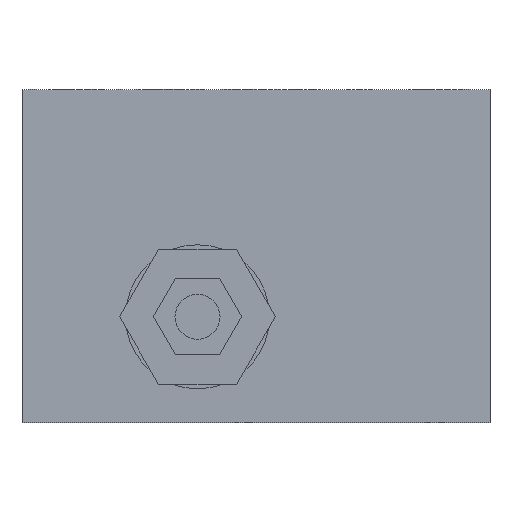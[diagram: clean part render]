
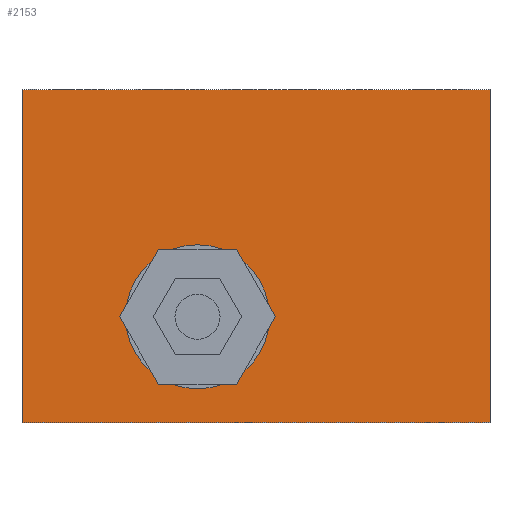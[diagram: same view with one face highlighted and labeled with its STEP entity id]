
A CAD part, front view. The second image highlights one B-rep face of the part: STEP entity #2153.
In plain terms, the highlighted planar face has unit normal (0, -1, 0).
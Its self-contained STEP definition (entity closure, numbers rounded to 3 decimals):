
#113=LINE('',#3468,#279);
#121=LINE('',#3497,#287);
#123=LINE('',#3509,#289);
#124=LINE('',#3510,#290);
#279=VECTOR('',#2749,1000.);
#287=VECTOR('',#2773,1000.);
#289=VECTOR('',#2785,1000.);
#290=VECTOR('',#2786,1000.);
#521=ORIENTED_EDGE('',*,*,#1121,.T.);
#522=ORIENTED_EDGE('',*,*,#1127,.F.);
#523=ORIENTED_EDGE('',*,*,#1107,.F.);
#524=ORIENTED_EDGE('',*,*,#1128,.F.);
#525=ORIENTED_EDGE('',*,*,#1129,.T.);
#526=ORIENTED_EDGE('',*,*,#1130,.T.);
#1107=EDGE_CURVE('',#1409,#1410,#113,.T.);
#1121=EDGE_CURVE('',#1422,#1421,#121,.T.);
#1127=EDGE_CURVE('',#1410,#1421,#123,.T.);
#1128=EDGE_CURVE('',#1422,#1409,#124,.T.);
#1129=EDGE_CURVE('',#1427,#1428,#1611,.T.);
#1130=EDGE_CURVE('',#1428,#1427,#1612,.T.);
#1409=VERTEX_POINT('',#3469);
#1410=VERTEX_POINT('',#3470);
#1421=VERTEX_POINT('',#3496);
#1422=VERTEX_POINT('',#3498);
#1427=VERTEX_POINT('',#3512);
#1428=VERTEX_POINT('',#3513);
#1611=CIRCLE('',#2382,16.);
#1612=CIRCLE('',#2383,16.);
#1726=EDGE_LOOP('',(#521,#522,#523,#524));
#1727=EDGE_LOOP('',(#525,#526));
#1904=FACE_BOUND('',#1726,.T.);
#1905=FACE_BOUND('',#1727,.T.);
#2077=PLANE('',#2381);
#2153=ADVANCED_FACE('',(#1904,#1905),#2077,.F.);
#2381=AXIS2_PLACEMENT_3D('',#3508,#2783,#2784);
#2382=AXIS2_PLACEMENT_3D('',#3511,#2787,#2788);
#2383=AXIS2_PLACEMENT_3D('',#3514,#2789,#2790);
#2749=DIRECTION('',(0.,0.,-1.));
#2773=DIRECTION('',(0.,0.,-1.));
#2783=DIRECTION('',(0.,1.,0.));
#2784=DIRECTION('',(0.,0.,1.));
#2785=DIRECTION('',(-1.,0.,0.));
#2786=DIRECTION('',(1.,0.,0.));
#2787=DIRECTION('',(0.,1.,0.));
#2788=DIRECTION('',(1.,0.,0.));
#2789=DIRECTION('',(0.,1.,0.));
#2790=DIRECTION('',(1.,0.,0.));
#3468=CARTESIAN_POINT('',(431.,0.,82.));
#3469=CARTESIAN_POINT('',(431.,0.,119.));
#3470=CARTESIAN_POINT('',(431.,0.,45.));
#3496=CARTESIAN_POINT('',(327.,0.,45.));
#3497=CARTESIAN_POINT('',(327.,0.,82.));
#3498=CARTESIAN_POINT('',(327.,0.,119.));
#3508=CARTESIAN_POINT('',(379.,0.,82.));
#3509=CARTESIAN_POINT('',(379.,0.,45.));
#3510=CARTESIAN_POINT('',(379.,0.,119.));
#3511=CARTESIAN_POINT('',(366.,0.,68.5));
#3512=CARTESIAN_POINT('',(382.,0.,68.5));
#3513=CARTESIAN_POINT('',(350.,0.,68.5));
#3514=CARTESIAN_POINT('',(366.,0.,68.5));
